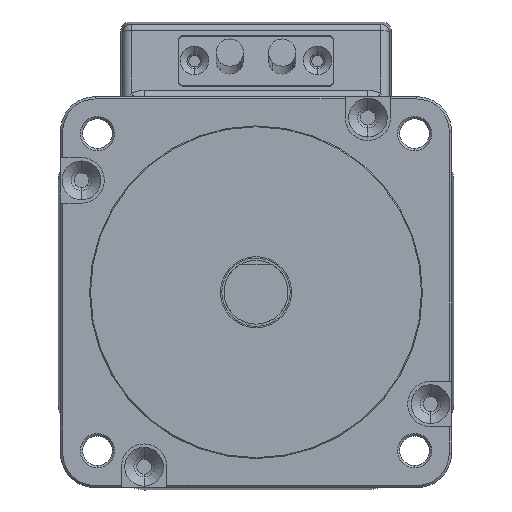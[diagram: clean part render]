
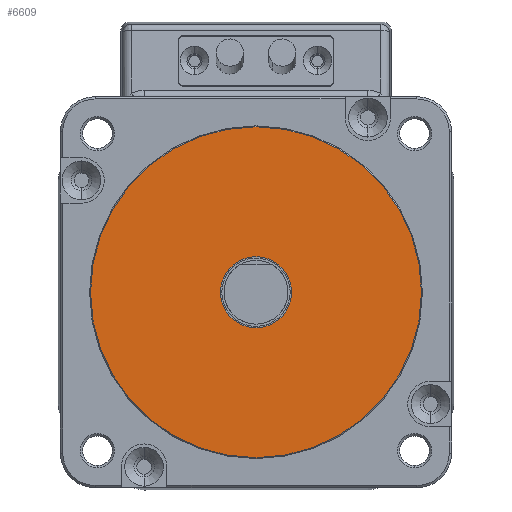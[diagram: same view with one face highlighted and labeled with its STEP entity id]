
A CAD part, front view. The second image highlights one B-rep face of the part: STEP entity #6609.
In plain terms, the highlighted planar face has unit normal (0, -1, 0).
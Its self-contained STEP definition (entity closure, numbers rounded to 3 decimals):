
#566 = CARTESIAN_POINT ( 'NONE',  ( 0., -1.7, 0. ) ) ;
#1154 = DIRECTION ( 'NONE',  ( 0., 1., 0. ) ) ;
#2437 = FACE_BOUND ( 'NONE', #28734, .T. ) ;
#3349 = DIRECTION ( 'NONE',  ( 0., 0., 1. ) ) ;
#3722 = EDGE_CURVE ( 'NONE', #21342, #33574, #32748, .T. ) ;
#3723 = AXIS2_PLACEMENT_3D ( 'NONE', #9619, #29034, #12412 ) ;
#4372 = EDGE_CURVE ( 'NONE', #19504, #21544, #14461, .T. ) ;
#5889 = CARTESIAN_POINT ( 'NONE',  ( 0., -1.7, -7.8 ) ) ;
#6609 = ADVANCED_FACE ( 'NONE', ( #2437, #8871 ), #27577, .T. ) ;
#7377 = AXIS2_PLACEMENT_3D ( 'NONE', #26733, #10099, #29505 ) ;
#8871 = FACE_OUTER_BOUND ( 'NONE', #15241, .T. ) ;
#9586 = CARTESIAN_POINT ( 'NONE',  ( 0., -1.7, 7.8 ) ) ;
#9619 = CARTESIAN_POINT ( 'NONE',  ( 0., -1.7, 0. ) ) ;
#10099 = DIRECTION ( 'NONE',  ( 0., -1., 0. ) ) ;
#10857 = DIRECTION ( 'NONE',  ( 0., -1., 0. ) ) ;
#12412 = DIRECTION ( 'NONE',  ( -1., 0., 0. ) ) ;
#14461 = CIRCLE ( 'NONE', #24599, 7.8 ) ;
#15241 = EDGE_LOOP ( 'NONE', ( #18223, #33995 ) ) ;
#15959 = AXIS2_PLACEMENT_3D ( 'NONE', #17711, #1154, #20484 ) ;
#17711 = CARTESIAN_POINT ( 'NONE',  ( 0., -1.7, 0. ) ) ;
#18223 = ORIENTED_EDGE ( 'NONE', *, *, #34473, .T. ) ;
#18588 = CIRCLE ( 'NONE', #15959, 7.8 ) ;
#19478 = ORIENTED_EDGE ( 'NONE', *, *, #24057, .T. ) ;
#19504 = VERTEX_POINT ( 'NONE', #5889 ) ;
#19562 = AXIS2_PLACEMENT_3D ( 'NONE', #24796, #10857, #30369 ) ;
#19913 = DIRECTION ( 'NONE',  ( 0., 1., 0. ) ) ;
#20484 = DIRECTION ( 'NONE',  ( 0., 0., 1. ) ) ;
#21342 = VERTEX_POINT ( 'NONE', #24523 ) ;
#21544 = VERTEX_POINT ( 'NONE', #9586 ) ;
#22929 = CARTESIAN_POINT ( 'NONE',  ( -36.313, -1.7, 0. ) ) ;
#24057 = EDGE_CURVE ( 'NONE', #21544, #19504, #18588, .T. ) ;
#24523 = CARTESIAN_POINT ( 'NONE',  ( 36.313, -1.7, 0. ) ) ;
#24599 = AXIS2_PLACEMENT_3D ( 'NONE', #566, #19913, #3349 ) ;
#24796 = CARTESIAN_POINT ( 'NONE',  ( 0., -1.7, 0. ) ) ;
#26733 = CARTESIAN_POINT ( 'NONE',  ( 0., -1.7, 0. ) ) ;
#27577 = PLANE ( 'NONE',  #19562 ) ;
#28734 = EDGE_LOOP ( 'NONE', ( #19478, #33647 ) ) ;
#28831 = CIRCLE ( 'NONE', #7377, 36.313 ) ;
#29034 = DIRECTION ( 'NONE',  ( 0., -1., 0. ) ) ;
#29505 = DIRECTION ( 'NONE',  ( -1., 0., 0. ) ) ;
#30369 = DIRECTION ( 'NONE',  ( 0., 0., -1. ) ) ;
#32748 = CIRCLE ( 'NONE', #3723, 36.313 ) ;
#33574 = VERTEX_POINT ( 'NONE', #22929 ) ;
#33647 = ORIENTED_EDGE ( 'NONE', *, *, #4372, .T. ) ;
#33995 = ORIENTED_EDGE ( 'NONE', *, *, #3722, .T. ) ;
#34473 = EDGE_CURVE ( 'NONE', #33574, #21342, #28831, .T. ) ;
